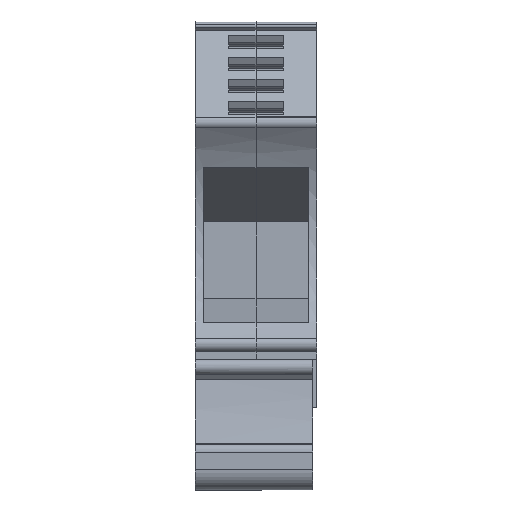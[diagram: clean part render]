
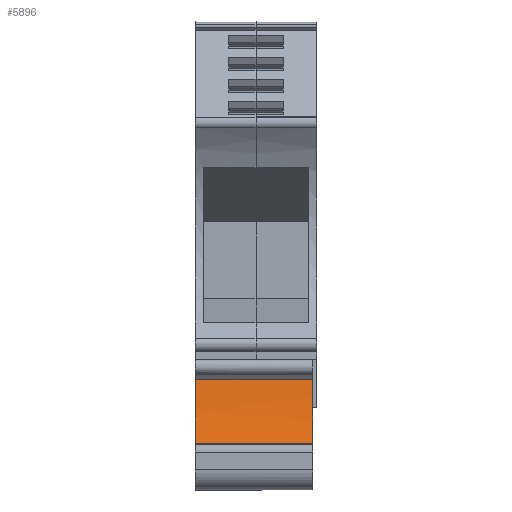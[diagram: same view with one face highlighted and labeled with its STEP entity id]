
A CAD part, front view. The second image highlights one B-rep face of the part: STEP entity #5896.
In plain terms, the highlighted cylindrical face has radius 35 mm (diameter 70 mm), a partial arc.
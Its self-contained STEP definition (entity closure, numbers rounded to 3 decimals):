
#2923=AXIS2_PLACEMENT_3D('Circle Axis2P3D',#2921,#2922,$) ;
#5883=AXIS2_PLACEMENT_3D('Cylinder Axis2P3D',#5880,#5881,#5882) ;
#2466=CARTESIAN_POINT('Vertex',(0.,5.481,4.587)) ;
#2470=CARTESIAN_POINT('Control Point',(0.,5.481,4.587)) ;
#2471=CARTESIAN_POINT('Control Point',(0.,5.911,5.905)) ;
#2472=CARTESIAN_POINT('Control Point',(0.,6.275,7.244)) ;
#2473=CARTESIAN_POINT('Control Point',(0.,6.573,8.6)) ;
#2474=CARTESIAN_POINT('Control Point',(0.,6.804,9.968)) ;
#2475=CARTESIAN_POINT('Control Point',(0.,6.966,11.345)) ;
#2476=CARTESIAN_POINT('Vertex',(0.,6.966,11.345)) ;
#2918=CARTESIAN_POINT('Vertex',(11.6,6.966,11.345)) ;
#2921=CARTESIAN_POINT('Axis2P3D Location',(11.6,-27.794,15.439)) ;
#2925=CARTESIAN_POINT('Vertex',(11.6,5.481,4.587)) ;
#5866=CARTESIAN_POINT('Line Origine',(5.8,5.481,4.587)) ;
#5880=CARTESIAN_POINT('Axis2P3D Location',(5.8,-27.794,15.439)) ;
#5885=CARTESIAN_POINT('Line Origine',(5.8,6.966,11.345)) ;
#2922=DIRECTION('Axis2P3D Direction',(1.,0.,0.)) ;
#5867=DIRECTION('Vector Direction',(1.,0.,0.)) ;
#5881=DIRECTION('Axis2P3D Direction',(1.,0.,0.)) ;
#5882=DIRECTION('Axis2P3D XDirection',(0.,0.951,-0.31)) ;
#5886=DIRECTION('Vector Direction',(1.,0.,0.)) ;
#5868=VECTOR('Line Direction',#5867,1.) ;
#5887=VECTOR('Line Direction',#5886,1.) ;
#5891=ORIENTED_EDGE('',*,*,#2478,.T.) ;
#5892=ORIENTED_EDGE('',*,*,#5870,.F.) ;
#5893=ORIENTED_EDGE('',*,*,#2927,.F.) ;
#5894=ORIENTED_EDGE('',*,*,#5889,.T.) ;
#5896=ADVANCED_FACE('KLTR',(#5895),#5884,.F.) ;
#2469=B_SPLINE_CURVE_WITH_KNOTS('',5,(#2470,#2471,#2472,#2473,#2474,#2475),.UNSPECIFIED.,.F.,.U.,(6,6),(0.,9.805),.UNSPECIFIED.) ;
#2924=CIRCLE('generated circle',#2923,35.) ;
#5884=CYLINDRICAL_SURFACE('generated cylinder',#5883,35.) ;
#2478=EDGE_CURVE('',#2477,#2467,#2469,.F.) ;
#2927=EDGE_CURVE('',#2919,#2926,#2924,.F.) ;
#5870=EDGE_CURVE('',#2926,#2467,#5869,.F.) ;
#5889=EDGE_CURVE('',#2919,#2477,#5888,.F.) ;
#5890=EDGE_LOOP('',(#5891,#5892,#5893,#5894)) ;
#5895=FACE_OUTER_BOUND('',#5890,.T.) ;
#5869=LINE('Line',#5866,#5868) ;
#5888=LINE('Line',#5885,#5887) ;
#2467=VERTEX_POINT('',#2466) ;
#2477=VERTEX_POINT('',#2476) ;
#2919=VERTEX_POINT('',#2918) ;
#2926=VERTEX_POINT('',#2925) ;
